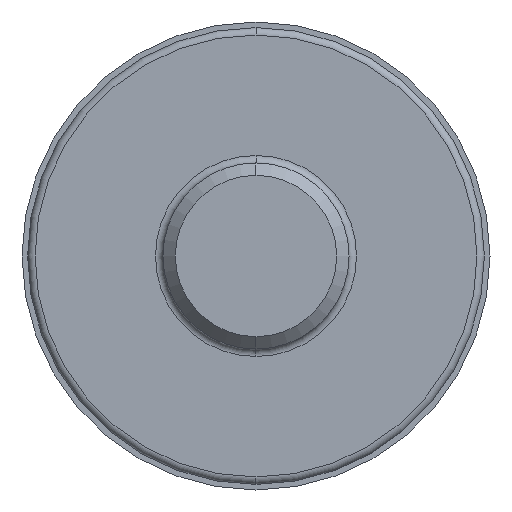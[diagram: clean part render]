
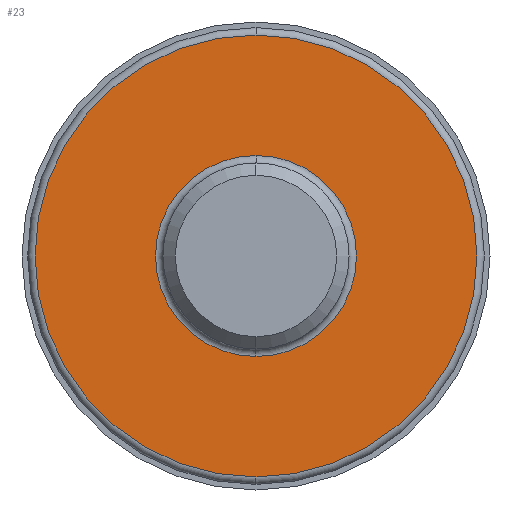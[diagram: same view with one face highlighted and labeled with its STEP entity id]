
A CAD part, left-side view. The second image highlights one B-rep face of the part: STEP entity #23.
In plain terms, the highlighted planar face has unit normal (-1, 0, 0).
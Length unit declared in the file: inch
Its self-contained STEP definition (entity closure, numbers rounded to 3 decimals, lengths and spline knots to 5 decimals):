
#7 = AXIS2_PLACEMENT_3D ( 'NONE', #670, #56, #376 ) ;
#23 = ADVANCED_FACE ( 'NONE', ( #642, #675 ), #659, .F. ) ;
#29 = DIRECTION ( 'NONE',  ( -1., 0., 0. ) ) ;
#56 = DIRECTION ( 'NONE',  ( -1., 0., 0. ) ) ;
#60 = VERTEX_POINT ( 'NONE', #375 ) ;
#72 = ORIENTED_EDGE ( 'NONE', *, *, #721, .T. ) ;
#140 = AXIS2_PLACEMENT_3D ( 'NONE', #650, #648, #603 ) ;
#153 = CARTESIAN_POINT ( 'NONE',  ( 2.25, 0., 0. ) ) ;
#180 = EDGE_CURVE ( 'NONE', #540, #60, #309, .T. ) ;
#211 = AXIS2_PLACEMENT_3D ( 'NONE', #153, #29, #519 ) ;
#213 = CARTESIAN_POINT ( 'NONE',  ( 2.25, 0., 0. ) ) ;
#214 = DIRECTION ( 'NONE',  ( -1., 0., 0. ) ) ;
#220 = CARTESIAN_POINT ( 'NONE',  ( 2.25, 0., 0. ) ) ;
#273 = CIRCLE ( 'NONE', #7, 0.89 ) ;
#280 = DIRECTION ( 'NONE',  ( 0., 0., 1. ) ) ;
#309 = CIRCLE ( 'NONE', #520, 0.40485 ) ;
#321 = ORIENTED_EDGE ( 'NONE', *, *, #180, .F. ) ;
#375 = CARTESIAN_POINT ( 'NONE',  ( 2.25, 0., -0.40485 ) ) ;
#376 = DIRECTION ( 'NONE',  ( 0., 0., 1. ) ) ;
#405 = CIRCLE ( 'NONE', #407, 0.89 ) ;
#407 = AXIS2_PLACEMENT_3D ( 'NONE', #213, #214, #280 ) ;
#415 = VERTEX_POINT ( 'NONE', #585 ) ;
#421 = DIRECTION ( 'NONE',  ( 0., 0., 1. ) ) ;
#462 = VERTEX_POINT ( 'NONE', #494 ) ;
#479 = ORIENTED_EDGE ( 'NONE', *, *, #686, .F. ) ;
#494 = CARTESIAN_POINT ( 'NONE',  ( 2.25, 0., -0.89 ) ) ;
#519 = DIRECTION ( 'NONE',  ( 0., 0., 1. ) ) ;
#520 = AXIS2_PLACEMENT_3D ( 'NONE', #220, #700, #421 ) ;
#540 = VERTEX_POINT ( 'NONE', #849 ) ;
#585 = CARTESIAN_POINT ( 'NONE',  ( 2.25, 0., 0.89 ) ) ;
#599 = ORIENTED_EDGE ( 'NONE', *, *, #776, .T. ) ;
#603 = DIRECTION ( 'NONE',  ( 0., 0., -1. ) ) ;
#642 = FACE_BOUND ( 'NONE', #644, .T. ) ;
#644 = EDGE_LOOP ( 'NONE', ( #321, #479 ) ) ;
#648 = DIRECTION ( 'NONE',  ( 1., 0., 0. ) ) ;
#650 = CARTESIAN_POINT ( 'NONE',  ( 2.25, 0.89, 0. ) ) ;
#659 = PLANE ( 'NONE',  #140 ) ;
#670 = CARTESIAN_POINT ( 'NONE',  ( 2.25, 0., 0. ) ) ;
#675 = FACE_OUTER_BOUND ( 'NONE', #824, .T. ) ;
#686 = EDGE_CURVE ( 'NONE', #60, #540, #811, .T. ) ;
#700 = DIRECTION ( 'NONE',  ( -1., 0., 0. ) ) ;
#721 = EDGE_CURVE ( 'NONE', #415, #462, #273, .T. ) ;
#776 = EDGE_CURVE ( 'NONE', #462, #415, #405, .T. ) ;
#811 = CIRCLE ( 'NONE', #211, 0.40485 ) ;
#824 = EDGE_LOOP ( 'NONE', ( #72, #599 ) ) ;
#849 = CARTESIAN_POINT ( 'NONE',  ( 2.25, 0., 0.40485 ) ) ;
